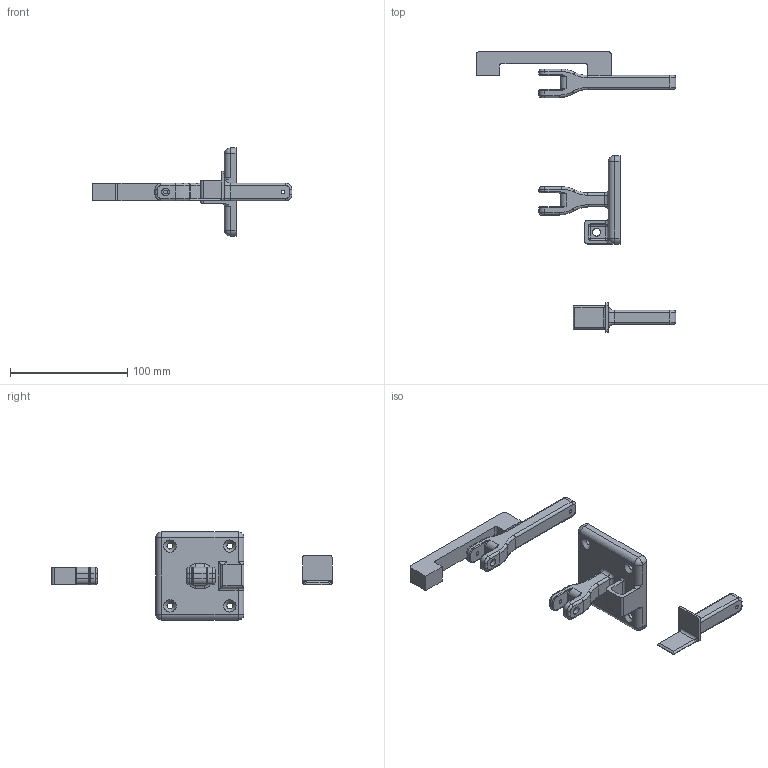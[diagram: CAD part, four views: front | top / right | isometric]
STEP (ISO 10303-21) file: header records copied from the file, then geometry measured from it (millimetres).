
FILE_DESCRIPTION(/* description */ ('STEP AP214'),/* implementation_level */ '2;1');
FILE_NAME(/* name */ '610b4e9adc4a850a8b7f443f',/* time_stamp */ '2021-08-05T02:36:11+00:00',/* author */ (''),/* organization */ (''),/* preprocessor_version */ 'ST-DEVELOPER v18.1',/* originating_system */ ' ',/* authorisation */ ' ');
FILE_SCHEMA (('AUTOMOTIVE_DESIGN {1 0 10303 214 3 1 1}'));
Length unit declared in the file: metre
Products named in the file (4): Alignment Jig; Base; Fork; Arm
Bounding box: 170.01 x 238.5 x 75 mm (x, y, z)
Volume: 126884 mm3; surface area: 40499.3 mm2
Topology: 4 solids, 4 shells, 296 faces, 720 edges, 415 vertices
Faces by surface type: cylinder 130, plane 82, torus 50, bspline 18, cone 8, sphere 8
Full cylindrical faces by diameter (mm): 3.302 x4, 4.039 x2, 5.105 x4, 6.5 x1, 6.604 x2
Entity records: 8759 total; most frequent: CARTESIAN_POINT 1849, DIRECTION 1515, ORIENTED_EDGE 1350, EDGE_CURVE 675, AXIS2_PLACEMENT_3D 597, VERTEX_POINT 407, EDGE_LOOP 342, FACE_BOUND 342
